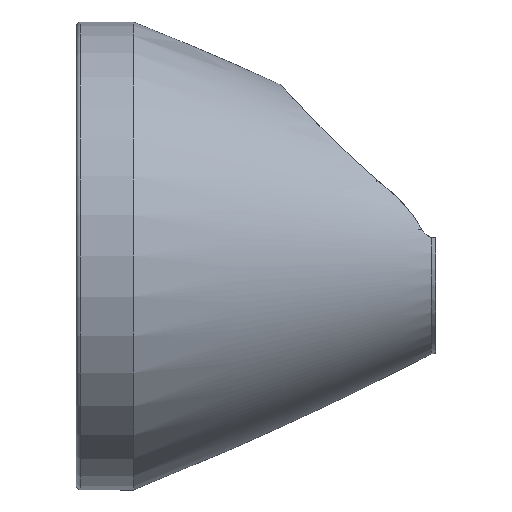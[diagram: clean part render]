
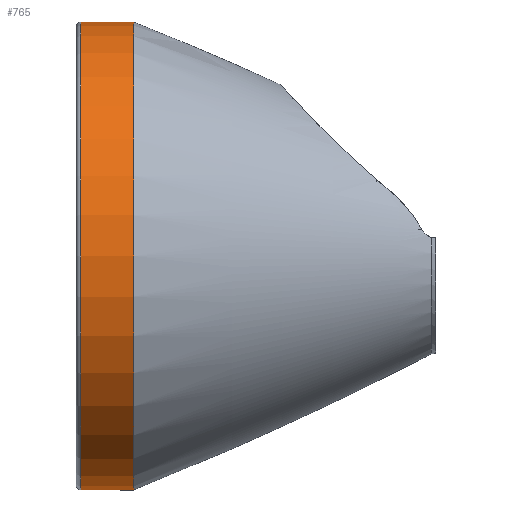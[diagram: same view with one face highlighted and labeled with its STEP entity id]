
A CAD part, left-side view. The second image highlights one B-rep face of the part: STEP entity #765.
In plain terms, the highlighted cylindrical face has radius 97.51 mm (diameter 195.02 mm), a partial arc.
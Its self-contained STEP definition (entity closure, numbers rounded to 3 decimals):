
#14 = CARTESIAN_POINT ( 'NONE',  ( -8.437, 135.435, 97.51 ) ) ;
#17 = CARTESIAN_POINT ( 'NONE',  ( -8.437, 135.435, 0. ) ) ;
#53 = ORIENTED_EDGE ( 'NONE', *, *, #2159, .T. ) ;
#114 = VECTOR ( 'NONE', #1942, 1000. ) ;
#427 = CYLINDRICAL_SURFACE ( 'NONE', #541, 97.51 ) ;
#433 = AXIS2_PLACEMENT_3D ( 'NONE', #17, #2349, #1220 ) ;
#440 = CIRCLE ( 'NONE', #746, 97.51 ) ;
#541 = AXIS2_PLACEMENT_3D ( 'NONE', #596, #1387, #2171 ) ;
#549 = DIRECTION ( 'NONE',  ( 0., -1., 0. ) ) ;
#569 = EDGE_CURVE ( 'NONE', #2198, #1160, #440, .T. ) ;
#596 = CARTESIAN_POINT ( 'NONE',  ( -8.437, 137.435, 0. ) ) ;
#683 = VERTEX_POINT ( 'NONE', #14 ) ;
#746 = AXIS2_PLACEMENT_3D ( 'NONE', #2409, #1245, #1909 ) ;
#765 = ADVANCED_FACE ( 'NONE', ( #2201 ), #427, .T. ) ;
#812 = EDGE_LOOP ( 'NONE', ( #2497, #2300, #53, #1951 ) ) ;
#942 = CARTESIAN_POINT ( 'NONE',  ( -8.437, 113.435, -97.51 ) ) ;
#989 = CARTESIAN_POINT ( 'NONE',  ( -8.437, 135.435, -97.51 ) ) ;
#1160 = VERTEX_POINT ( 'NONE', #1409 ) ;
#1220 = DIRECTION ( 'NONE',  ( 0., 0., 1. ) ) ;
#1245 = DIRECTION ( 'NONE',  ( 0., 1., 0. ) ) ;
#1356 = CARTESIAN_POINT ( 'NONE',  ( -8.437, 137.435, 97.51 ) ) ;
#1387 = DIRECTION ( 'NONE',  ( 0., -1., 0. ) ) ;
#1409 = CARTESIAN_POINT ( 'NONE',  ( -8.437, 113.435, 97.51 ) ) ;
#1683 = CIRCLE ( 'NONE', #433, 97.51 ) ;
#1701 = LINE ( 'NONE', #2302, #114 ) ;
#1795 = EDGE_CURVE ( 'NONE', #683, #1160, #2105, .T. ) ;
#1909 = DIRECTION ( 'NONE',  ( 0., 0., 1. ) ) ;
#1940 = EDGE_CURVE ( 'NONE', #683, #2297, #1683, .T. ) ;
#1942 = DIRECTION ( 'NONE',  ( 0., -1., 0. ) ) ;
#1951 = ORIENTED_EDGE ( 'NONE', *, *, #569, .T. ) ;
#2105 = LINE ( 'NONE', #1356, #2531 ) ;
#2159 = EDGE_CURVE ( 'NONE', #2297, #2198, #1701, .T. ) ;
#2171 = DIRECTION ( 'NONE',  ( 0., 0., -1. ) ) ;
#2198 = VERTEX_POINT ( 'NONE', #942 ) ;
#2201 = FACE_OUTER_BOUND ( 'NONE', #812, .T. ) ;
#2297 = VERTEX_POINT ( 'NONE', #989 ) ;
#2300 = ORIENTED_EDGE ( 'NONE', *, *, #1940, .T. ) ;
#2302 = CARTESIAN_POINT ( 'NONE',  ( -8.437, 137.435, -97.51 ) ) ;
#2349 = DIRECTION ( 'NONE',  ( 0., -1., 0. ) ) ;
#2409 = CARTESIAN_POINT ( 'NONE',  ( -8.437, 113.435, 0. ) ) ;
#2497 = ORIENTED_EDGE ( 'NONE', *, *, #1795, .F. ) ;
#2531 = VECTOR ( 'NONE', #549, 1000. ) ;
